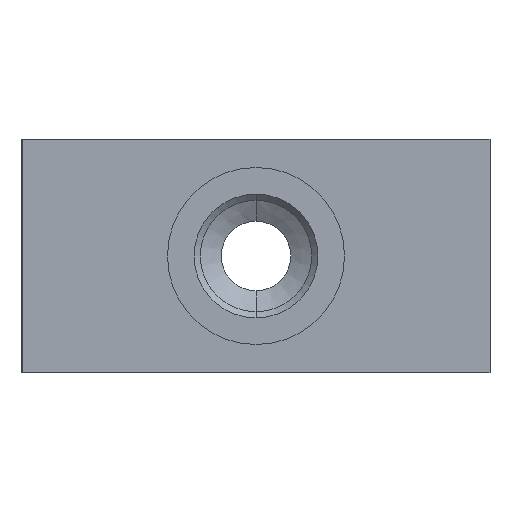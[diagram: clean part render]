
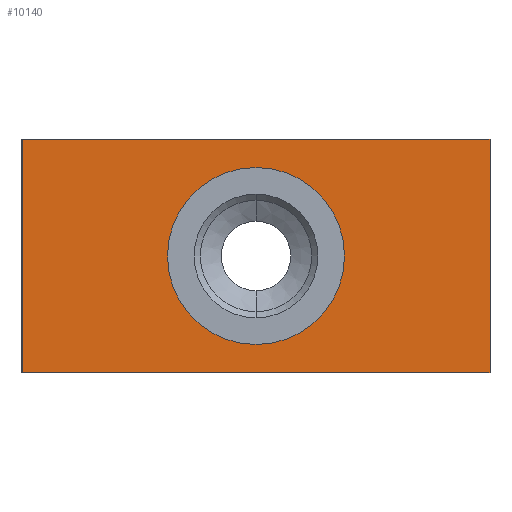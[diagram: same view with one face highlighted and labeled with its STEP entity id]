
A CAD part, front view. The second image highlights one B-rep face of the part: STEP entity #10140.
In plain terms, the highlighted planar face has unit normal (0, -1, 0).
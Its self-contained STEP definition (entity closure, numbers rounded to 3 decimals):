
#418 = AXIS2_PLACEMENT_3D ( 'NONE', #5889, #8978, #7828 ) ;
#421 = VECTOR ( 'NONE', #2134, 1000. ) ;
#460 = PLANE ( 'NONE',  #2976 ) ;
#680 = CARTESIAN_POINT ( 'NONE',  ( 64., -76.2, 32. ) ) ;
#697 = EDGE_CURVE ( 'NONE', #12585, #6259, #2651, .T. ) ;
#1246 = VERTEX_POINT ( 'NONE', #6218 ) ;
#1732 = CARTESIAN_POINT ( 'NONE',  ( 0., -76.2, 32. ) ) ;
#2134 = DIRECTION ( 'NONE',  ( 1., 0., 0. ) ) ;
#2544 = DIRECTION ( 'NONE',  ( 1., 0., 0. ) ) ;
#2651 = CIRCLE ( 'NONE', #418, 12.105 ) ;
#2880 = EDGE_LOOP ( 'NONE', ( #9506, #5336 ) ) ;
#2922 = ORIENTED_EDGE ( 'NONE', *, *, #8185, .F. ) ;
#2976 = AXIS2_PLACEMENT_3D ( 'NONE', #12268, #7304, #6397 ) ;
#3371 = ORIENTED_EDGE ( 'NONE', *, *, #10130, .F. ) ;
#3415 = CARTESIAN_POINT ( 'NONE',  ( 0., -76.2, 0. ) ) ;
#3617 = FACE_BOUND ( 'NONE', #2880, .T. ) ;
#3751 = EDGE_CURVE ( 'NONE', #6259, #12585, #10432, .T. ) ;
#3921 = VECTOR ( 'NONE', #10237, 1000. ) ;
#4703 = LINE ( 'NONE', #7228, #12364 ) ;
#4731 = CARTESIAN_POINT ( 'NONE',  ( 32., -76.2, 28.105 ) ) ;
#4965 = CARTESIAN_POINT ( 'NONE',  ( 32., -76.2, 16. ) ) ;
#4997 = LINE ( 'NONE', #11282, #3921 ) ;
#5336 = ORIENTED_EDGE ( 'NONE', *, *, #697, .F. ) ;
#5607 = ORIENTED_EDGE ( 'NONE', *, *, #10274, .T. ) ;
#5889 = CARTESIAN_POINT ( 'NONE',  ( 32., -76.2, 16. ) ) ;
#5963 = EDGE_LOOP ( 'NONE', ( #7475, #3371, #2922, #5607 ) ) ;
#6029 = VERTEX_POINT ( 'NONE', #7307 ) ;
#6218 = CARTESIAN_POINT ( 'NONE',  ( 0., -76.2, 32. ) ) ;
#6259 = VERTEX_POINT ( 'NONE', #9619 ) ;
#6397 = DIRECTION ( 'NONE',  ( 0., 0., 1. ) ) ;
#7228 = CARTESIAN_POINT ( 'NONE',  ( 0., -76.2, 0. ) ) ;
#7304 = DIRECTION ( 'NONE',  ( 0., 1., 0. ) ) ;
#7307 = CARTESIAN_POINT ( 'NONE',  ( 64., -76.2, 0. ) ) ;
#7475 = ORIENTED_EDGE ( 'NONE', *, *, #11407, .T. ) ;
#7828 = DIRECTION ( 'NONE',  ( 0., 0., -1. ) ) ;
#7861 = CARTESIAN_POINT ( 'NONE',  ( 0., -76.2, 32. ) ) ;
#7908 = LINE ( 'NONE', #1732, #12192 ) ;
#8185 = EDGE_CURVE ( 'NONE', #1246, #10222, #10270, .T. ) ;
#8978 = DIRECTION ( 'NONE',  ( 0., -1., 0. ) ) ;
#9035 = DIRECTION ( 'NONE',  ( 0., -1., 0. ) ) ;
#9101 = AXIS2_PLACEMENT_3D ( 'NONE', #4965, #9035, #11925 ) ;
#9506 = ORIENTED_EDGE ( 'NONE', *, *, #3751, .F. ) ;
#9619 = CARTESIAN_POINT ( 'NONE',  ( 32., -76.2, 3.895 ) ) ;
#10130 = EDGE_CURVE ( 'NONE', #10222, #6029, #4997, .T. ) ;
#10140 = ADVANCED_FACE ( 'NONE', ( #10529, #3617 ), #460, .F. ) ;
#10222 = VERTEX_POINT ( 'NONE', #680 ) ;
#10237 = DIRECTION ( 'NONE',  ( 0., 0., -1. ) ) ;
#10270 = LINE ( 'NONE', #7861, #421 ) ;
#10274 = EDGE_CURVE ( 'NONE', #1246, #12468, #7908, .T. ) ;
#10432 = CIRCLE ( 'NONE', #9101, 12.105 ) ;
#10526 = DIRECTION ( 'NONE',  ( 0., 0., -1. ) ) ;
#10529 = FACE_OUTER_BOUND ( 'NONE', #5963, .T. ) ;
#11282 = CARTESIAN_POINT ( 'NONE',  ( 64., -76.2, 32. ) ) ;
#11407 = EDGE_CURVE ( 'NONE', #12468, #6029, #4703, .T. ) ;
#11925 = DIRECTION ( 'NONE',  ( 0., 0., -1. ) ) ;
#12192 = VECTOR ( 'NONE', #10526, 1000. ) ;
#12268 = CARTESIAN_POINT ( 'NONE',  ( 0., -76.2, 32. ) ) ;
#12364 = VECTOR ( 'NONE', #2544, 1000. ) ;
#12468 = VERTEX_POINT ( 'NONE', #3415 ) ;
#12585 = VERTEX_POINT ( 'NONE', #4731 ) ;
